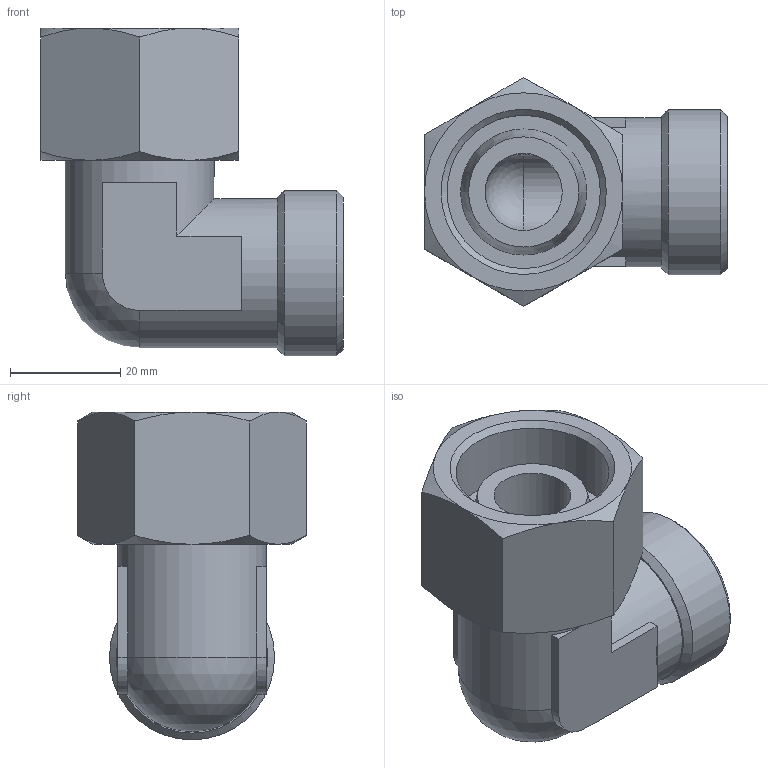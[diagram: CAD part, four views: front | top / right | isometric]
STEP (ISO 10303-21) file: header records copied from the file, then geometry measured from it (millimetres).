
FILE_DESCRIPTION(/* description */ ('STEP AP203'),/* implementation_level */ '2;1');
FILE_NAME(/* name */ 'Elbow WS 20-02',/* time_stamp */ '2023-10-17T11:56:13+02:00',/* author */ ('License CC BY-ND 4.0'),/* organization */ ('CADENAS'),/* preprocessor_version */ 'ST-DEVELOPER v19.3',/* originating_system */ 'PARTsolutions',/* authorisation */ ' ');
FILE_SCHEMA (('CONFIG_CONTROL_DESIGN'));
Length unit declared in the file: millimetre
Products named in the file (1): Winkelstutzen WS 20-02
Bounding box: 55 x 41.57 x 59.5 mm (x, y, z)
Volume: 42010.8 mm3; surface area: 15029 mm2
Topology: 1 solids, 1 shells, 60 faces, 134 edges, 79 vertices
Faces by surface type: plane 31, cone 18, cylinder 9, sphere 2
Full cylindrical faces by diameter (mm): 14 x2, 20 x1, 27 x2, 27.835 x1, 30 x1
Entity records: 1592 total; most frequent: CARTESIAN_POINT 331, DIRECTION 260, ORIENTED_EDGE 230, EDGE_CURVE 115, AXIS2_PLACEMENT_3D 108, EDGE_LOOP 80, FACE_BOUND 80, VERTEX_POINT 75
